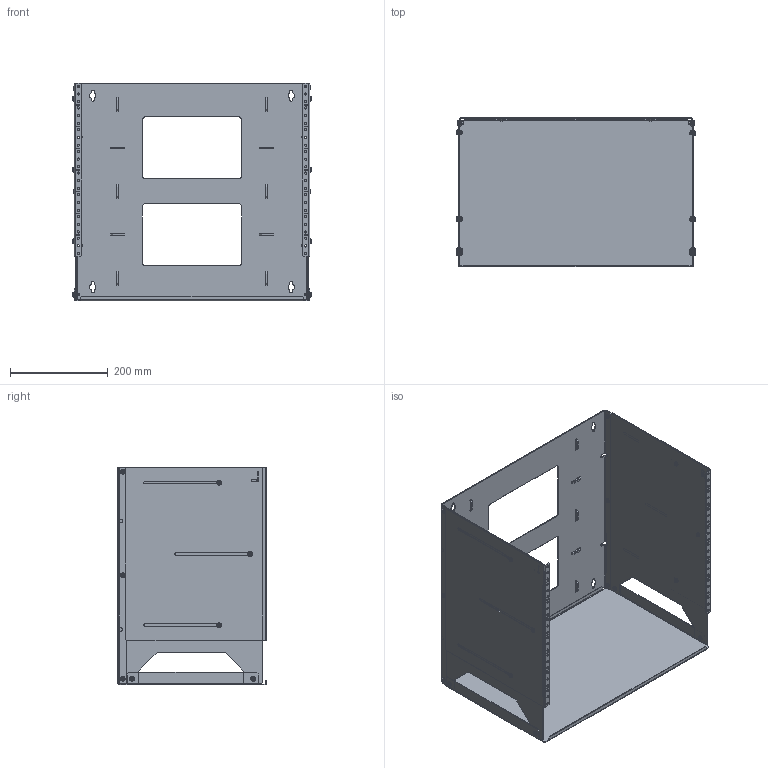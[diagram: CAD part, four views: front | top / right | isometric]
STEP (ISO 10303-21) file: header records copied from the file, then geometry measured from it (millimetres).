
FILE_DESCRIPTION (( 'STEP AP203' ), '1' );
FILE_NAME ('APBS198UBK.step', '2020-11-12T17:20:56', ( 'ADC123' ), ( 'Microsoft' ), 'SwSTEP 2.0', 'SolidWorks 2019', '' );
FILE_SCHEMA (( 'CONFIG_CONTROL_DESIGN' ));
Length unit declared in the file: inch
Products named in the file (1): APBS198UBK
Bounding box: 488.57 x 304.8 x 445.57 mm (x, y, z)
Volume: 1366127.2 mm3; surface area: 1592103.4 mm2
Topology: 38 solids, 38 shells, 1014 faces, 2616 edges, 1696 vertices
Faces by surface type: plane 674, cylinder 276, bspline 48, cone 16
Full cylindrical faces by diameter (mm): 4.039 x16, 4.496 x48, 4.572 x16, 5.105 x6, 6.198 x16, 6.35 x16, 8.636 x16, 9.906 x16
Entity records: 31611 total; most frequent: CARTESIAN_POINT 7401, DIRECTION 4776, ORIENTED_EDGE 4740, EDGE_CURVE 2370, VERTEX_POINT 1664, VECTOR 1642, LINE 1642, AXIS2_PLACEMENT_3D 1567
